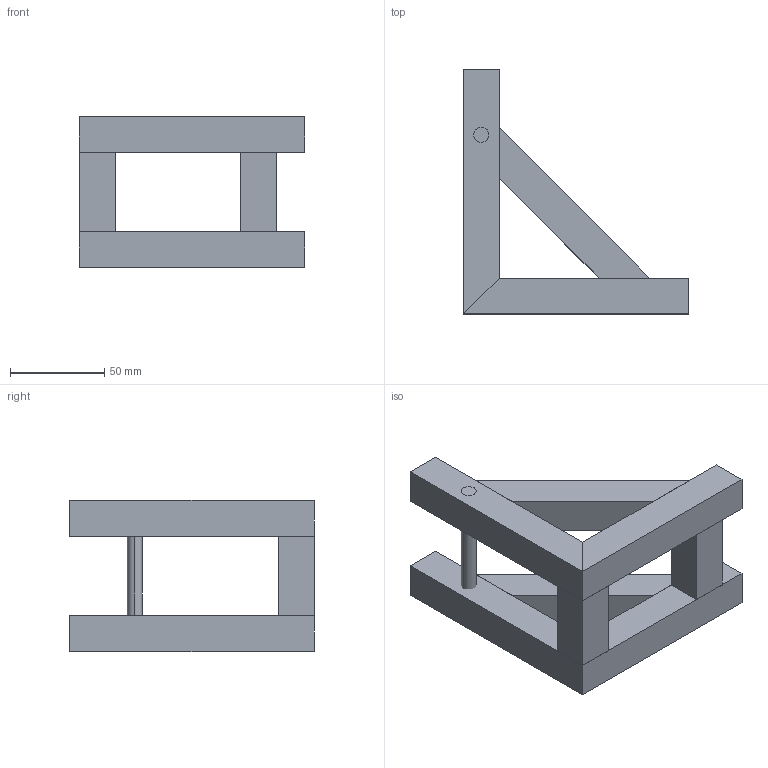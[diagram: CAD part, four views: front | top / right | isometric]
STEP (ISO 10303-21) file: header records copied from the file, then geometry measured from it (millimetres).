
FILE_DESCRIPTION (( 'STEP AP214' ), '1' );
FILE_NAME ('throwing piston support.STEP', '2020-03-21T04:33:51', ( '' ), ( '' ), 'SwSTEP 2.0', 'SolidWorks 2019', '' );
FILE_SCHEMA (( 'AUTOMOTIVE_DESIGN' ));
Length unit declared in the file: millimetre
Products named in the file (1): throwing piston support
Bounding box: 119.53 x 129.53 x 80.1 mm (x, y, z)
Volume: 56868 mm3; surface area: 109199 mm2
Topology: 9 solids, 9 shells, 84 faces, 198 edges, 132 vertices
Faces by surface type: plane 82, cylinder 2
Entity records: 2504 total; most frequent: CARTESIAN_POINT 415, ORIENTED_EDGE 396, DIRECTION 372, EDGE_CURVE 198, LINE 194, VECTOR 194, VERTEX_POINT 132, EDGE_LOOP 100
